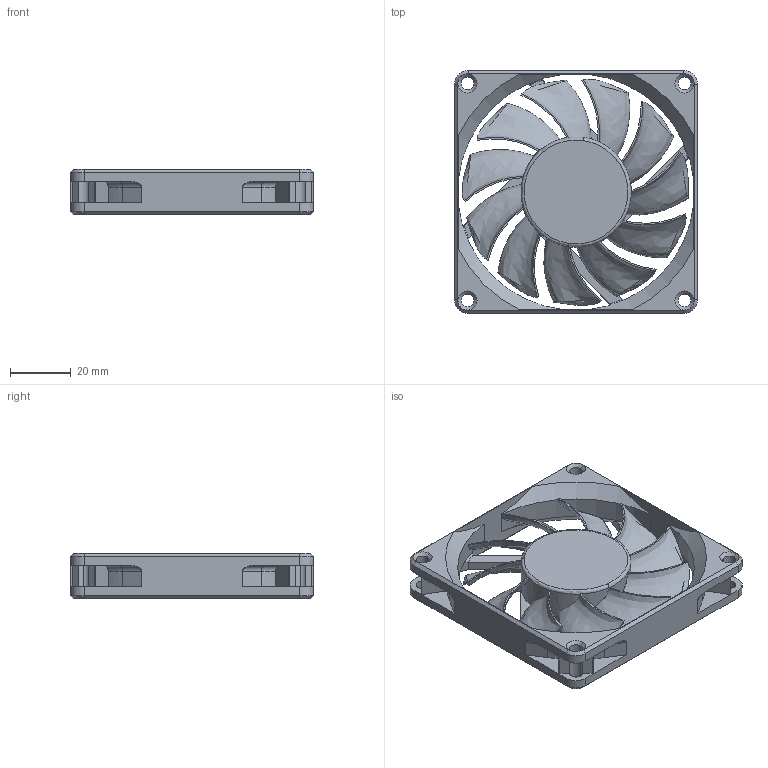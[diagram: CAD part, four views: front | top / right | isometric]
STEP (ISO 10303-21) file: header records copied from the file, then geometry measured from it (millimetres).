
FILE_DESCRIPTION (( 'STEP AP214' ), '1' );
FILE_NAME ('SUNON Fan 80x80x15 mm.STEP', '2019-08-16T15:15:45', ( '' ), ( '' ), 'SwSTEP 2.0', 'SolidWorks 2017', '' );
FILE_SCHEMA (( 'AUTOMOTIVE_DESIGN' ));
Length unit declared in the file: millimetre
Products named in the file (3): Fan-Sunont_80x80x15mm; Fan Wheel; SUNON Fan 80x80x15 mm
Assembly tree (2 placements, depth 2):
  SUNON Fan 80x80x15 mm
    Fan Wheel
    Fan-Sunont_80x80x15mm
Bounding box: 80 x 80 x 15 mm (x, y, z)
Volume: 23775.4 mm3; surface area: 28038.1 mm2
Topology: 2 solids, 2 shells, 243 faces, 681 edges, 433 vertices
Faces by surface type: plane 104, cylinder 58, cone 36, bspline 33, torus 12
Entity records: 9471 total; most frequent: CARTESIAN_POINT 3174, ORIENTED_EDGE 1362, DIRECTION 1255, EDGE_CURVE 681, AXIS2_PLACEMENT_3D 466, VERTEX_POINT 433, LINE 323, VECTOR 323
